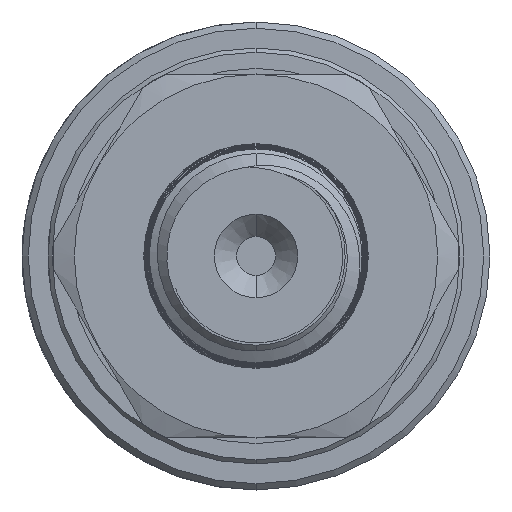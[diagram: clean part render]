
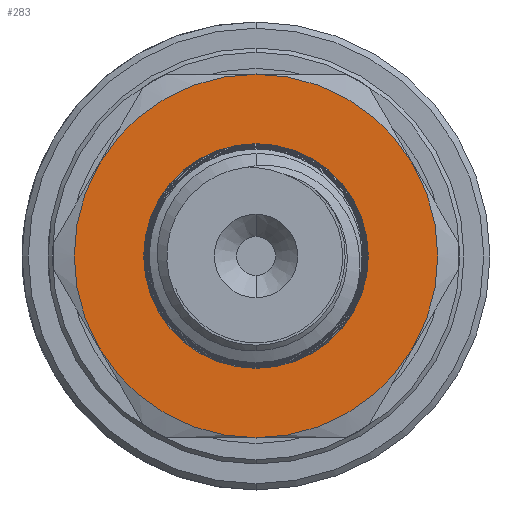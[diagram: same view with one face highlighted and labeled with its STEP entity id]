
A CAD part, front view. The second image highlights one B-rep face of the part: STEP entity #283.
In plain terms, the highlighted planar face has unit normal (0, -1, 0).
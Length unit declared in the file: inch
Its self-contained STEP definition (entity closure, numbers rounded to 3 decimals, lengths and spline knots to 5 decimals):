
#283 = ADVANCED_FACE ( 'NONE', ( #21754, #582 ), #4557, .F. ) ;
#582 = FACE_OUTER_BOUND ( 'NONE', #32847, .T. ) ;
#584 = EDGE_CURVE ( 'NONE', #32762, #22682, #22167, .T. ) ;
#628 = CARTESIAN_POINT ( 'NONE',  ( -0.27, -0.28869, 0. ) ) ;
#1486 = ORIENTED_EDGE ( 'NONE', *, *, #12126, .F. ) ;
#2086 = CARTESIAN_POINT ( 'NONE',  ( 0., -0.28869, 0. ) ) ;
#2279 = CARTESIAN_POINT ( 'NONE',  ( 0., -0.28869, 0. ) ) ;
#2290 = CARTESIAN_POINT ( 'NONE',  ( 0., -0.28869, 0. ) ) ;
#3074 = CARTESIAN_POINT ( 'NONE',  ( 0., -0.28869, 0.437 ) ) ;
#4557 = PLANE ( 'NONE',  #19508 ) ;
#4651 = AXIS2_PLACEMENT_3D ( 'NONE', #2290, #27989, #4856 ) ;
#4843 = DIRECTION ( 'NONE',  ( 0., 0., 1. ) ) ;
#4856 = DIRECTION ( 'NONE',  ( -1., 0., 0. ) ) ;
#4989 = CIRCLE ( 'NONE', #21608, 0.437 ) ;
#7156 = CARTESIAN_POINT ( 'NONE',  ( 0.50518, -0.28869, 0. ) ) ;
#9432 = EDGE_LOOP ( 'NONE', ( #20950, #29693 ) ) ;
#9486 = CARTESIAN_POINT ( 'NONE',  ( 0.27, -0.28869, 0. ) ) ;
#9742 = DIRECTION ( 'NONE',  ( 0., 1., 0. ) ) ;
#9760 = VERTEX_POINT ( 'NONE', #628 ) ;
#10148 = DIRECTION ( 'NONE',  ( -1., 0., 0. ) ) ;
#12046 = VERTEX_POINT ( 'NONE', #9486 ) ;
#12096 = DIRECTION ( 'NONE',  ( 0., 0., 1. ) ) ;
#12126 = EDGE_CURVE ( 'NONE', #22682, #32762, #4989, .T. ) ;
#13960 = CARTESIAN_POINT ( 'NONE',  ( 0., -0.28869, 0. ) ) ;
#16193 = DIRECTION ( 'NONE',  ( 0., 1., 0. ) ) ;
#18091 = ORIENTED_EDGE ( 'NONE', *, *, #584, .F. ) ;
#19135 = CIRCLE ( 'NONE', #4651, 0.27 ) ;
#19508 = AXIS2_PLACEMENT_3D ( 'NONE', #7156, #9742, #12096 ) ;
#19651 = AXIS2_PLACEMENT_3D ( 'NONE', #2086, #19973, #10148 ) ;
#19973 = DIRECTION ( 'NONE',  ( 0., -1., 0. ) ) ;
#20158 = DIRECTION ( 'NONE',  ( 0., 1., 0. ) ) ;
#20950 = ORIENTED_EDGE ( 'NONE', *, *, #31108, .F. ) ;
#21459 = CARTESIAN_POINT ( 'NONE',  ( 0., -0.28869, -0.437 ) ) ;
#21608 = AXIS2_PLACEMENT_3D ( 'NONE', #2279, #20158, #4843 ) ;
#21754 = FACE_BOUND ( 'NONE', #9432, .T. ) ;
#22167 = CIRCLE ( 'NONE', #31482, 0.437 ) ;
#22682 = VERTEX_POINT ( 'NONE', #3074 ) ;
#23518 = CIRCLE ( 'NONE', #19651, 0.27 ) ;
#27989 = DIRECTION ( 'NONE',  ( 0., -1., 0. ) ) ;
#29693 = ORIENTED_EDGE ( 'NONE', *, *, #30990, .F. ) ;
#30990 = EDGE_CURVE ( 'NONE', #12046, #9760, #23518, .T. ) ;
#31108 = EDGE_CURVE ( 'NONE', #9760, #12046, #19135, .T. ) ;
#31482 = AXIS2_PLACEMENT_3D ( 'NONE', #13960, #16193, #31605 ) ;
#31605 = DIRECTION ( 'NONE',  ( 0., 0., 1. ) ) ;
#32762 = VERTEX_POINT ( 'NONE', #21459 ) ;
#32847 = EDGE_LOOP ( 'NONE', ( #1486, #18091 ) ) ;
